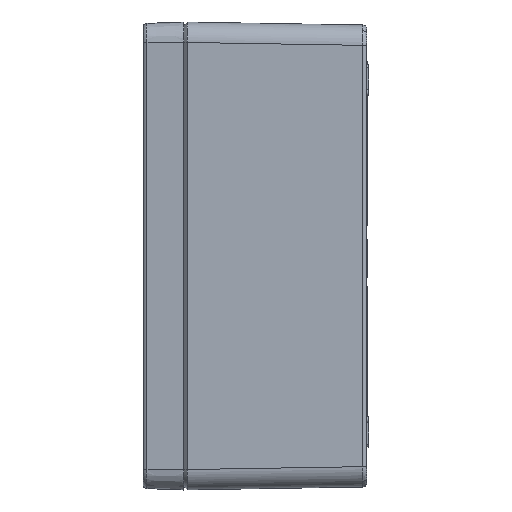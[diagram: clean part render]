
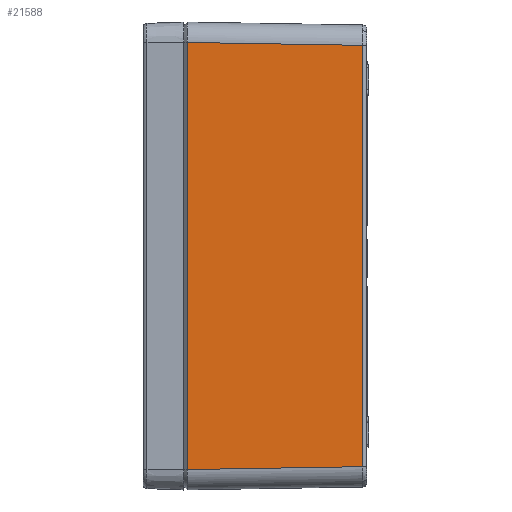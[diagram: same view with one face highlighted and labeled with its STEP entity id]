
A CAD part, left-side view. The second image highlights one B-rep face of the part: STEP entity #21588.
In plain terms, the highlighted planar face has unit normal (-1, -0.016, 0).
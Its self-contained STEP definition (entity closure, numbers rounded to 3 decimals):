
#1826=LINE('',#43853,#3523);
#1831=LINE('',#43921,#3528);
#1839=LINE('',#43955,#3536);
#1840=LINE('',#43956,#3537);
#3523=VECTOR('',#27571,1000.);
#3528=VECTOR('',#27582,1000.);
#3536=VECTOR('',#27598,1000.);
#3537=VECTOR('',#27599,1000.);
#4600=PLANE('',#23638);
#6265=FACE_OUTER_BOUND('',#7895,.T.);
#7895=EDGE_LOOP('',(#17641,#17642,#17643,#17644));
#10169=VERTEX_POINT('',#39411);
#10773=VERTEX_POINT('',#43844);
#10774=VERTEX_POINT('',#43852);
#10781=VERTEX_POINT('',#43920);
#13266=EDGE_CURVE('',#10774,#10773,#1826,.T.);
#13276=EDGE_CURVE('',#10169,#10781,#1831,.T.);
#13286=EDGE_CURVE('',#10773,#10169,#1839,.T.);
#13287=EDGE_CURVE('',#10781,#10774,#1840,.T.);
#17641=ORIENTED_EDGE('',*,*,#13266,.T.);
#17642=ORIENTED_EDGE('',*,*,#13286,.T.);
#17643=ORIENTED_EDGE('',*,*,#13276,.T.);
#17644=ORIENTED_EDGE('',*,*,#13287,.T.);
#21588=ADVANCED_FACE('',(#6265),#4600,.T.);
#23638=AXIS2_PLACEMENT_3D('',#43954,#27596,#27597);
#27571=DIRECTION('',(0.016,-1.,0.016));
#27582=DIRECTION('',(-0.016,1.,0.016));
#27596=DIRECTION('center_axis',(-1.,-0.016,0.));
#27597=DIRECTION('ref_axis',(0.016,-1.,0.));
#27598=DIRECTION('',(0.,0.,1.));
#27599=DIRECTION('',(0.,0.,-1.));
#39411=CARTESIAN_POINT('',(-163.531,-90.033,103.532));
#43844=CARTESIAN_POINT('',(-163.531,-90.033,-103.532));
#43852=CARTESIAN_POINT('',(-164.938,-3.8,-104.939));
#43853=CARTESIAN_POINT('',(-165.003,0.163,-105.004));
#43920=CARTESIAN_POINT('',(-164.938,-3.8,104.939));
#43921=CARTESIAN_POINT('',(-164.941,-3.589,104.943));
#43954=CARTESIAN_POINT('Origin',(-165.,0.,-115.));
#43955=CARTESIAN_POINT('',(-163.531,-90.033,103.5));
#43956=CARTESIAN_POINT('',(-164.938,-3.8,-104.969));
